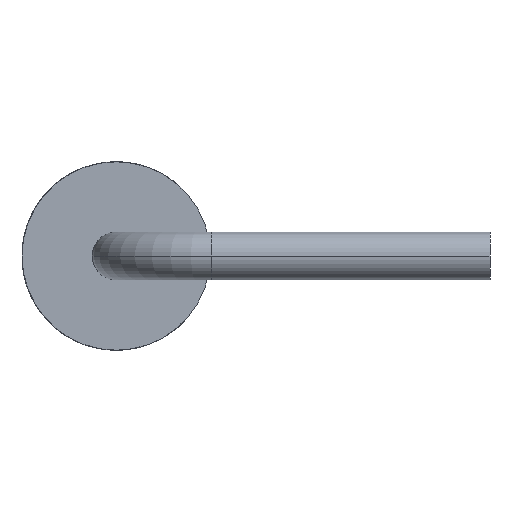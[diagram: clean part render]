
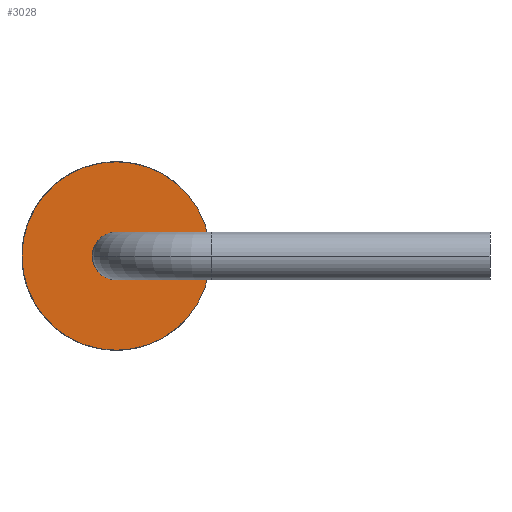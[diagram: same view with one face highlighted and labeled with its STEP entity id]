
A CAD part, left-side view. The second image highlights one B-rep face of the part: STEP entity #3028.
In plain terms, the highlighted planar face has unit normal (-1, 0, 0).
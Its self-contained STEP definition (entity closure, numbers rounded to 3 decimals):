
#25 = ORIENTED_EDGE ( 'NONE', *, *, #4942, .F. ) ;
#315 = CIRCLE ( 'NONE', #1276, 0.394 ) ;
#511 = AXIS2_PLACEMENT_3D ( 'NONE', #1477, #679, #4251 ) ;
#583 = AXIS2_PLACEMENT_3D ( 'NONE', #4662, #1802, #1417 ) ;
#679 = DIRECTION ( 'NONE',  ( -1., 0., 0. ) ) ;
#729 = VERTEX_POINT ( 'NONE', #2061 ) ;
#771 = AXIS2_PLACEMENT_3D ( 'NONE', #1603, #4834, #1526 ) ;
#891 = CARTESIAN_POINT ( 'NONE',  ( 3.705, 3.55, 1.55 ) ) ;
#1276 = AXIS2_PLACEMENT_3D ( 'NONE', #3451, #2182, #3822 ) ;
#1417 = DIRECTION ( 'NONE',  ( 0., 0., -1. ) ) ;
#1477 = CARTESIAN_POINT ( 'NONE',  ( 3.705, 3.55, 0. ) ) ;
#1526 = DIRECTION ( 'NONE',  ( 0., 0., -1. ) ) ;
#1603 = CARTESIAN_POINT ( 'NONE',  ( 3.705, 3.55, 0. ) ) ;
#1718 = FACE_BOUND ( 'NONE', #4732, .T. ) ;
#1779 = CARTESIAN_POINT ( 'NONE',  ( 3.705, 3.55, -1.55 ) ) ;
#1802 = DIRECTION ( 'NONE',  ( 1., 0., 0. ) ) ;
#1814 = AXIS2_PLACEMENT_3D ( 'NONE', #2235, #3849, #2518 ) ;
#2061 = CARTESIAN_POINT ( 'NONE',  ( 3.705, 3.944, 0. ) ) ;
#2182 = DIRECTION ( 'NONE',  ( -1., 0., 0. ) ) ;
#2235 = CARTESIAN_POINT ( 'NONE',  ( 3.705, 3.55, 0. ) ) ;
#2384 = CARTESIAN_POINT ( 'NONE',  ( 3.705, 3.156, 0. ) ) ;
#2518 = DIRECTION ( 'NONE',  ( 0., 0., -1. ) ) ;
#2625 = FACE_OUTER_BOUND ( 'NONE', #5228, .T. ) ;
#2834 = CIRCLE ( 'NONE', #511, 0.394 ) ;
#2844 = CIRCLE ( 'NONE', #771, 1.55 ) ;
#3027 = ORIENTED_EDGE ( 'NONE', *, *, #3037, .F. ) ;
#3028 = ADVANCED_FACE ( 'NONE', ( #1718, #2625 ), #5002, .F. ) ;
#3037 = EDGE_CURVE ( 'NONE', #729, #3407, #315, .T. ) ;
#3407 = VERTEX_POINT ( 'NONE', #2384 ) ;
#3451 = CARTESIAN_POINT ( 'NONE',  ( 3.705, 3.55, 0. ) ) ;
#3507 = CIRCLE ( 'NONE', #1814, 1.55 ) ;
#3519 = EDGE_CURVE ( 'NONE', #5252, #4481, #3507, .T. ) ;
#3822 = DIRECTION ( 'NONE',  ( 0., 0., -1. ) ) ;
#3849 = DIRECTION ( 'NONE',  ( 1., 0., 0. ) ) ;
#4251 = DIRECTION ( 'NONE',  ( 0., 0., -1. ) ) ;
#4481 = VERTEX_POINT ( 'NONE', #1779 ) ;
#4544 = ORIENTED_EDGE ( 'NONE', *, *, #4872, .F. ) ;
#4662 = CARTESIAN_POINT ( 'NONE',  ( 3.705, 3.55, 0. ) ) ;
#4732 = EDGE_LOOP ( 'NONE', ( #4544, #3027 ) ) ;
#4738 = ORIENTED_EDGE ( 'NONE', *, *, #3519, .F. ) ;
#4834 = DIRECTION ( 'NONE',  ( 1., 0., 0. ) ) ;
#4872 = EDGE_CURVE ( 'NONE', #3407, #729, #2834, .T. ) ;
#4942 = EDGE_CURVE ( 'NONE', #4481, #5252, #2844, .T. ) ;
#5002 = PLANE ( 'NONE',  #583 ) ;
#5228 = EDGE_LOOP ( 'NONE', ( #4738, #25 ) ) ;
#5252 = VERTEX_POINT ( 'NONE', #891 ) ;
